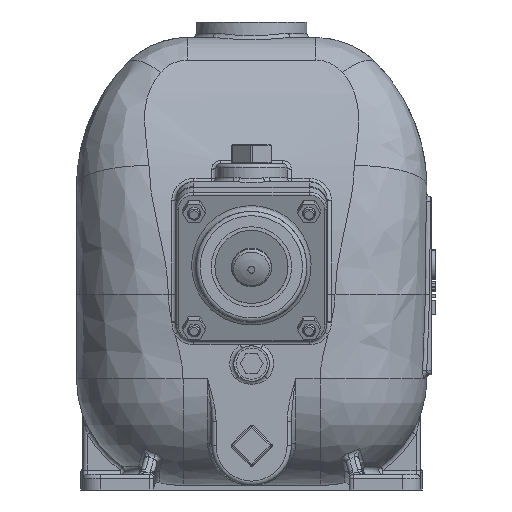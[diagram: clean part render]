
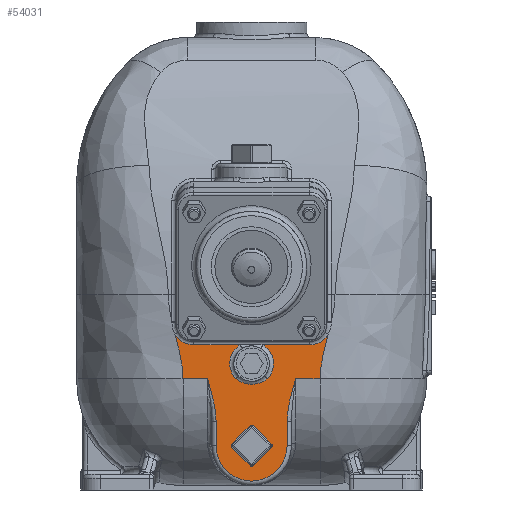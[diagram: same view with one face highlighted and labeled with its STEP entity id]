
A CAD part, front view. The second image highlights one B-rep face of the part: STEP entity #54031.
In plain terms, the highlighted planar face has unit normal (0, -1, 0).
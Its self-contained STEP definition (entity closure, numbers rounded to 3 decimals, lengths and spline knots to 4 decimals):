
#41=(
BOUNDED_CURVE()
B_SPLINE_CURVE(3,(#77276,#77277,#77278,#77279),.UNSPECIFIED.,.F.,.F.)
B_SPLINE_CURVE_WITH_KNOTS((4,4),(-0.1379,-0.0777),
 .PIECEWISE_BEZIER_KNOTS.)
CURVE()
GEOMETRIC_REPRESENTATION_ITEM()
RATIONAL_B_SPLINE_CURVE((1.,1.,1.,1.))
REPRESENTATION_ITEM('')
);
#45=(
BOUNDED_CURVE()
B_SPLINE_CURVE(3,(#78451,#78452,#78453,#78454),.UNSPECIFIED.,.F.,.F.)
B_SPLINE_CURVE_WITH_KNOTS((4,4),(0.0777,0.1379),
 .PIECEWISE_BEZIER_KNOTS.)
CURVE()
GEOMETRIC_REPRESENTATION_ITEM()
RATIONAL_B_SPLINE_CURVE((1.,1.,1.,1.))
REPRESENTATION_ITEM('')
);
#1115=CIRCLE('',#56857,1.);
#1118=CIRCLE('',#56863,0.62);
#1122=CIRCLE('',#56869,0.616);
#1124=CIRCLE('',#56872,0.616);
#1127=CIRCLE('',#56877,0.06);
#1131=CIRCLE('',#56883,0.06);
#1134=CIRCLE('',#56888,0.06);
#1136=CIRCLE('',#56892,0.06);
#1138=CIRCLE('',#56895,0.62);
#3815=B_SPLINE_CURVE_WITH_KNOTS('',3,(#77214,#77215,#77216,#77217,#77218,
#77219),.UNSPECIFIED.,.F.,.F.,(4,1,1,4),(0.,0.0078,0.0156,
0.0311),.UNSPECIFIED.);
#3816=B_SPLINE_CURVE_WITH_KNOTS('',3,(#77255,#77256,#77257,#77258,#77259,
#77260),.UNSPECIFIED.,.F.,.F.,(4,1,1,4),(0.,0.0078,0.0156,
0.0311),.UNSPECIFIED.);
#3818=B_SPLINE_CURVE_WITH_KNOTS('',3,(#77336,#77337,#77338,#77339,#77340,
#77341,#77342),.UNSPECIFIED.,.F.,.F.,(4,1,1,1,4),(-0.0001,
0.0059,0.012,0.018,0.024),
 .UNSPECIFIED.);
#6851=ORIENTED_EDGE('',*,*,#16793,.T.);
#6852=ORIENTED_EDGE('',*,*,#16791,.T.);
#6853=ORIENTED_EDGE('',*,*,#16790,.T.);
#6854=ORIENTED_EDGE('',*,*,#16788,.T.);
#6855=ORIENTED_EDGE('',*,*,#16786,.T.);
#6856=ORIENTED_EDGE('',*,*,#16783,.T.);
#6857=ORIENTED_EDGE('',*,*,#16781,.T.);
#6858=ORIENTED_EDGE('',*,*,#16779,.T.);
#6859=ORIENTED_EDGE('',*,*,#16777,.T.);
#6860=ORIENTED_EDGE('',*,*,#16775,.T.);
#6861=ORIENTED_EDGE('',*,*,#16774,.T.);
#6862=ORIENTED_EDGE('',*,*,#16770,.T.);
#6863=ORIENTED_EDGE('',*,*,#16768,.T.);
#6864=ORIENTED_EDGE('',*,*,#16765,.T.);
#6865=ORIENTED_EDGE('',*,*,#16763,.F.);
#6866=ORIENTED_EDGE('',*,*,#16762,.T.);
#6867=ORIENTED_EDGE('',*,*,#16760,.T.);
#6868=ORIENTED_EDGE('',*,*,#16758,.T.);
#6869=ORIENTED_EDGE('',*,*,#16756,.T.);
#6870=ORIENTED_EDGE('',*,*,#16754,.T.);
#6871=ORIENTED_EDGE('',*,*,#16877,.F.);
#6872=ORIENTED_EDGE('',*,*,#16878,.T.);
#6873=ORIENTED_EDGE('',*,*,#16795,.T.);
#6874=ORIENTED_EDGE('',*,*,#16771,.T.);
#16754=EDGE_CURVE('',#21897,#21896,#3815,.T.);
#16756=EDGE_CURVE('',#21898,#21897,#25064,.F.);
#16758=EDGE_CURVE('',#21899,#21898,#1115,.T.);
#16760=EDGE_CURVE('',#21900,#21899,#25065,.F.);
#16762=EDGE_CURVE('',#21811,#21900,#3816,.F.);
#16763=EDGE_CURVE('',#21811,#21817,#25066,.T.);
#16765=EDGE_CURVE('',#21824,#21817,#41,.F.);
#16768=EDGE_CURVE('',#21902,#21824,#1118,.F.);
#16770=EDGE_CURVE('',#21829,#21902,#25068,.T.);
#16771=EDGE_CURVE('',#21903,#21830,#25069,.T.);
#16774=EDGE_CURVE('',#21904,#21829,#1122,.F.);
#16775=EDGE_CURVE('',#21905,#21904,#3818,.F.);
#16777=EDGE_CURVE('',#21830,#21905,#1124,.F.);
#16779=EDGE_CURVE('',#21907,#21906,#25070,.T.);
#16781=EDGE_CURVE('',#21908,#21907,#1127,.T.);
#16783=EDGE_CURVE('',#21909,#21908,#25071,.T.);
#16786=EDGE_CURVE('',#21910,#21909,#1131,.T.);
#16788=EDGE_CURVE('',#21911,#21910,#25072,.T.);
#16790=EDGE_CURVE('',#21912,#21911,#1134,.T.);
#16791=EDGE_CURVE('',#21913,#21912,#25073,.T.);
#16793=EDGE_CURVE('',#21906,#21913,#1136,.T.);
#16795=EDGE_CURVE('',#21915,#21903,#1138,.F.);
#16877=EDGE_CURVE('',#21952,#21896,#25088,.T.);
#16878=EDGE_CURVE('',#21952,#21915,#45,.F.);
#21811=VERTEX_POINT('',#76003);
#21817=VERTEX_POINT('',#76085);
#21824=VERTEX_POINT('',#76124);
#21829=VERTEX_POINT('',#76184);
#21830=VERTEX_POINT('',#76186);
#21896=VERTEX_POINT('',#77138);
#21897=VERTEX_POINT('',#77220);
#21898=VERTEX_POINT('',#77224);
#21899=VERTEX_POINT('',#77228);
#21900=VERTEX_POINT('',#77232);
#21902=VERTEX_POINT('',#77298);
#21903=VERTEX_POINT('',#77303);
#21904=VERTEX_POINT('',#77307);
#21905=VERTEX_POINT('',#77343);
#21906=VERTEX_POINT('',#77349);
#21907=VERTEX_POINT('',#77351);
#21908=VERTEX_POINT('',#77355);
#21909=VERTEX_POINT('',#77359);
#21910=VERTEX_POINT('',#77363);
#21911=VERTEX_POINT('',#77367);
#21912=VERTEX_POINT('',#77371);
#21913=VERTEX_POINT('',#77375);
#21915=VERTEX_POINT('',#77383);
#21952=VERTEX_POINT('',#78448);
#25064=LINE('',#77223,#27658);
#25065=LINE('',#77231,#27659);
#25066=LINE('',#77262,#27660);
#25068=LINE('',#77301,#27662);
#25069=LINE('',#77302,#27663);
#25070=LINE('',#77350,#27664);
#25071=LINE('',#77358,#27665);
#25072=LINE('',#77368,#27666);
#25073=LINE('',#77374,#27667);
#25088=LINE('',#78449,#27682);
#27658=VECTOR('',#62812,39.3701);
#27659=VECTOR('',#62823,39.3701);
#27660=VECTOR('',#62828,39.3701);
#27662=VECTOR('',#62838,39.3701);
#27663=VECTOR('',#62839,39.3701);
#27664=VECTOR('',#62858,39.3701);
#27665=VECTOR('',#62869,39.3701);
#27666=VECTOR('',#62882,39.3701);
#27667=VECTOR('',#62891,39.3701);
#27682=VECTOR('',#63040,39.3701);
#30317=EDGE_LOOP('',(#6851,#6852,#6853,#6854,#6855,#6856,#6857,#6858));
#30318=EDGE_LOOP('',(#6859,#6860,#6861,#6862,#6863,#6864,#6865,#6866,#6867,
#6868,#6869,#6870,#6871,#6872,#6873,#6874));
#33106=FACE_BOUND('',#30317,.T.);
#33107=FACE_BOUND('',#30318,.T.);
#35513=PLANE('',#56957);
#54031=ADVANCED_FACE('',(#33106,#33107),#35513,.T.);
#56857=AXIS2_PLACEMENT_3D('',#77227,#62817,#62818);
#56863=AXIS2_PLACEMENT_3D('',#77297,#62832,#62833);
#56869=AXIS2_PLACEMENT_3D('',#77308,#62846,#62847);
#56872=AXIS2_PLACEMENT_3D('',#77346,#62852,#62853);
#56877=AXIS2_PLACEMENT_3D('',#77354,#62863,#62864);
#56883=AXIS2_PLACEMENT_3D('',#77364,#62876,#62877);
#56888=AXIS2_PLACEMENT_3D('',#77372,#62887,#62888);
#56892=AXIS2_PLACEMENT_3D('',#77378,#62896,#62897);
#56895=AXIS2_PLACEMENT_3D('',#77382,#62902,#62903);
#56957=AXIS2_PLACEMENT_3D('',#78450,#63041,#63042);
#62812=DIRECTION('',(0.,0.,-1.));
#62817=DIRECTION('',(0.,-1.,0.));
#62818=DIRECTION('',(0.,0.,-1.));
#62823=DIRECTION('',(0.,0.,1.));
#62828=DIRECTION('',(-1.,0.,0.));
#62832=DIRECTION('',(0.,-1.,0.));
#62833=DIRECTION('',(0.,0.,-1.));
#62838=DIRECTION('',(-1.,0.,0.));
#62839=DIRECTION('',(-1.,0.,0.));
#62846=DIRECTION('',(0.,-1.,0.));
#62847=DIRECTION('',(0.,0.,-1.));
#62852=DIRECTION('',(0.,-1.,0.));
#62853=DIRECTION('',(0.,0.,-1.));
#62858=DIRECTION('',(-0.707,0.,-0.707));
#62863=DIRECTION('',(0.,1.,0.));
#62864=DIRECTION('',(0.,0.,1.));
#62869=DIRECTION('',(0.707,0.,-0.707));
#62876=DIRECTION('',(0.,1.,0.));
#62877=DIRECTION('',(0.,0.,1.));
#62882=DIRECTION('',(0.707,0.,0.707));
#62887=DIRECTION('',(0.,1.,0.));
#62888=DIRECTION('',(0.,0.,1.));
#62891=DIRECTION('',(-0.707,0.,0.707));
#62896=DIRECTION('',(0.,1.,0.));
#62897=DIRECTION('',(0.,0.,1.));
#62902=DIRECTION('',(0.,-1.,0.));
#62903=DIRECTION('',(0.,0.,-1.));
#63040=DIRECTION('',(-1.,0.,0.));
#63041=DIRECTION('',(0.,-1.,0.));
#63042=DIRECTION('',(0.,0.,-1.));
#76003=CARTESIAN_POINT('',(-1.24,-5.76,-2.37));
#76085=CARTESIAN_POINT('',(-1.93,-5.76,-2.37));
#76124=CARTESIAN_POINT('',(-2.1583,-5.76,-1.1111));
#76184=CARTESIAN_POINT('',(-0.3221,-5.76,-1.4149));
#76186=CARTESIAN_POINT('',(0.3221,-5.76,-1.4149));
#77138=CARTESIAN_POINT('',(1.24,-5.76,-2.37));
#77214=CARTESIAN_POINT('',(1.,-5.76,-3.57));
#77215=CARTESIAN_POINT('',(1.,-5.76,-3.4672));
#77216=CARTESIAN_POINT('',(1.0186,-5.76,-3.2639));
#77217=CARTESIAN_POINT('',(1.0976,-5.76,-2.8615));
#77218=CARTESIAN_POINT('',(1.1834,-5.76,-2.5662));
#77219=CARTESIAN_POINT('',(1.24,-5.76,-2.37));
#77220=CARTESIAN_POINT('',(1.,-5.76,-3.57));
#77223=CARTESIAN_POINT('',(1.,-5.76,-2.37));
#77224=CARTESIAN_POINT('',(1.,-5.76,-4.25));
#77227=CARTESIAN_POINT('',(0.,-5.76,-4.25));
#77228=CARTESIAN_POINT('',(-1.,-5.76,-4.25));
#77231=CARTESIAN_POINT('',(-1.,-5.76,-4.25));
#77232=CARTESIAN_POINT('',(-1.,-5.76,-3.57));
#77255=CARTESIAN_POINT('',(-1.,-5.76,-3.57));
#77256=CARTESIAN_POINT('',(-1.,-5.76,-3.4672));
#77257=CARTESIAN_POINT('',(-1.0186,-5.76,-3.2639));
#77258=CARTESIAN_POINT('',(-1.0976,-5.76,-2.8615));
#77259=CARTESIAN_POINT('',(-1.1834,-5.76,-2.5662));
#77260=CARTESIAN_POINT('',(-1.24,-5.76,-2.37));
#77262=CARTESIAN_POINT('',(6.,-5.76,-2.37));
#77276=CARTESIAN_POINT('',(-1.93,-5.76,-2.37));
#77277=CARTESIAN_POINT('',(-1.93,-5.76,-1.58));
#77278=CARTESIAN_POINT('',(-2.3476,-5.76,-0.79));
#77279=CARTESIAN_POINT('',(-2.3476,-5.76,0.));
#77297=CARTESIAN_POINT('',(-1.625,-5.76,-0.7949));
#77298=CARTESIAN_POINT('',(-1.625,-5.76,-1.4149));
#77301=CARTESIAN_POINT('',(6.,-5.76,-1.4149));
#77302=CARTESIAN_POINT('',(6.,-5.76,-1.4149));
#77303=CARTESIAN_POINT('',(1.625,-5.76,-1.4149));
#77307=CARTESIAN_POINT('',(-0.4411,-5.76,-2.37));
#77308=CARTESIAN_POINT('',(0.,-5.76,-1.94));
#77336=CARTESIAN_POINT('',(-0.4411,-5.76,-2.37));
#77337=CARTESIAN_POINT('',(-0.3786,-5.76,-2.4183));
#77338=CARTESIAN_POINT('',(-0.2373,-5.76,-2.4943));
#77339=CARTESIAN_POINT('',(-0.0001,-5.76,-2.5336));
#77340=CARTESIAN_POINT('',(0.2371,-5.76,-2.4944));
#77341=CARTESIAN_POINT('',(0.3786,-5.76,-2.4183));
#77342=CARTESIAN_POINT('',(0.4411,-5.76,-2.37));
#77343=CARTESIAN_POINT('',(0.4411,-5.76,-2.37));
#77346=CARTESIAN_POINT('',(0.,-5.76,-1.94));
#77349=CARTESIAN_POINT('',(0.0424,-5.76,-4.8121));
#77350=CARTESIAN_POINT('',(0.0141,-5.76,-4.8404));
#77351=CARTESIAN_POINT('',(0.5621,-5.76,-4.2924));
#77354=CARTESIAN_POINT('',(0.5197,-5.76,-4.25));
#77355=CARTESIAN_POINT('',(0.5621,-5.76,-4.2076));
#77358=CARTESIAN_POINT('',(0.5904,-5.76,-4.2359));
#77359=CARTESIAN_POINT('',(0.0424,-5.76,-3.6879));
#77363=CARTESIAN_POINT('',(-0.0424,-5.76,-3.6879));
#77364=CARTESIAN_POINT('',(0.,-5.76,-3.7303));
#77367=CARTESIAN_POINT('',(-0.5621,-5.76,-4.2076));
#77368=CARTESIAN_POINT('',(-0.0141,-5.76,-3.6596));
#77371=CARTESIAN_POINT('',(-0.5621,-5.76,-4.2924));
#77372=CARTESIAN_POINT('',(-0.5197,-5.76,-4.25));
#77374=CARTESIAN_POINT('',(-0.5904,-5.76,-4.2641));
#77375=CARTESIAN_POINT('',(-0.0424,-5.76,-4.8121));
#77378=CARTESIAN_POINT('',(0.,-5.76,-4.7697));
#77382=CARTESIAN_POINT('',(1.625,-5.76,-0.7949));
#77383=CARTESIAN_POINT('',(2.1583,-5.76,-1.1111));
#78448=CARTESIAN_POINT('',(1.93,-5.76,-2.37));
#78449=CARTESIAN_POINT('',(6.,-5.76,-2.37));
#78450=CARTESIAN_POINT('',(6.,-5.76,0.));
#78451=CARTESIAN_POINT('',(2.3476,-5.76,0.));
#78452=CARTESIAN_POINT('',(2.3476,-5.76,-0.79));
#78453=CARTESIAN_POINT('',(1.93,-5.76,-1.58));
#78454=CARTESIAN_POINT('',(1.93,-5.76,-2.37));
